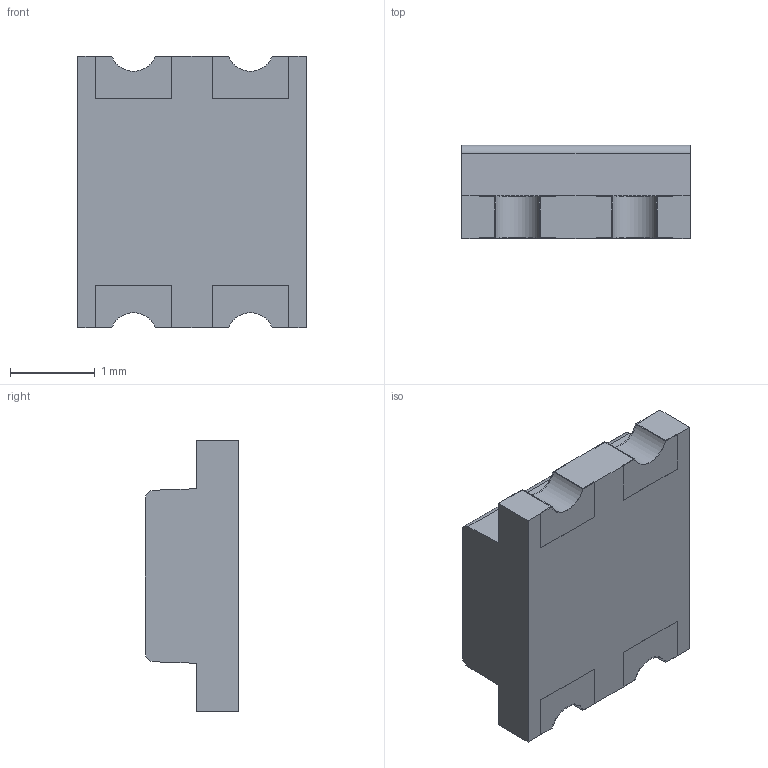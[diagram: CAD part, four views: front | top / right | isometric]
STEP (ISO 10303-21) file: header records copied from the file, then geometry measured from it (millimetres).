
FILE_DESCRIPTION (( 'STEP AP214' ), '1' );
FILE_NAME ('LTST-C155GYKT-edit.STEP', '2019-09-05T22:45:31', ( '' ), ( '' ), 'SwSTEP 2.0', 'SolidWorks 2017', '' );
FILE_SCHEMA (( 'AUTOMOTIVE_DESIGN' ));
Length unit declared in the file: millimetre
Products named in the file (1): LTST-C155GYKT-edit
Bounding box: 2.7 x 1.1 x 3.2 mm (x, y, z)
Volume: 7.5 mm3; surface area: 38.2 mm2
Topology: 6 solids, 6 shells, 157 faces, 431 edges, 286 vertices
Faces by surface type: plane 129, cylinder 28
Entity records: 5008 total; most frequent: CARTESIAN_POINT 875, ORIENTED_EDGE 862, DIRECTION 803, EDGE_CURVE 431, VECTOR 375, LINE 375, VERTEX_POINT 286, AXIS2_PLACEMENT_3D 214
